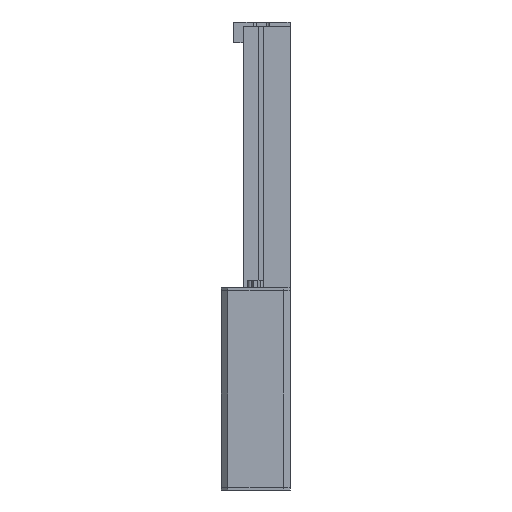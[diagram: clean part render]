
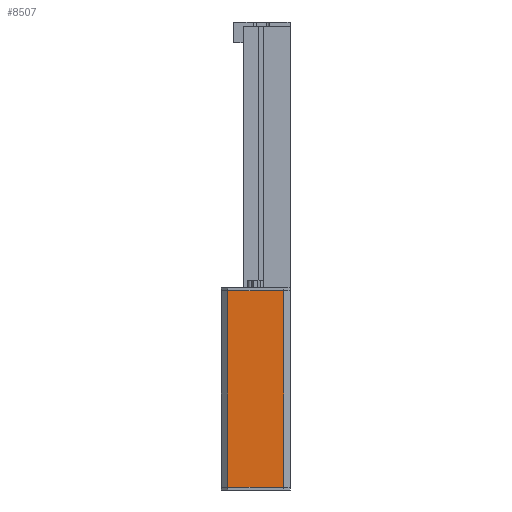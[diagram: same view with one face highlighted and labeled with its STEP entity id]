
A CAD part, left-side view. The second image highlights one B-rep face of the part: STEP entity #8507.
In plain terms, the highlighted face is planar.
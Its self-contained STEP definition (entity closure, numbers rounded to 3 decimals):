
#1349 = EDGE_CURVE ( 'NONE', #1728, #2201, #12381, .T. ) ;
#1728 = VERTEX_POINT ( 'NONE', #18195 ) ;
#2201 = VERTEX_POINT ( 'NONE', #9979 ) ;
#2615 = CARTESIAN_POINT ( 'NONE',  ( 41., 17., -91.25 ) ) ;
#2749 = AXIS2_PLACEMENT_3D ( 'NONE', #2615, #11820, #19420 ) ;
#2781 = DIRECTION ( 'NONE',  ( 0., 0., 1. ) ) ;
#4674 = CARTESIAN_POINT ( 'NONE',  ( 41., 17., -91.25 ) ) ;
#4765 = CARTESIAN_POINT ( 'NONE',  ( 41., -17., -91.25 ) ) ;
#4978 = CARTESIAN_POINT ( 'NONE',  ( 41., -17., 28.5 ) ) ;
#5475 = LINE ( 'NONE', #20291, #8993 ) ;
#8383 = DIRECTION ( 'NONE',  ( 0., 0., 1. ) ) ;
#8507 = ADVANCED_FACE ( 'NONE', ( #10073 ), #19663, .F. ) ;
#8993 = VECTOR ( 'NONE', #20652, 1000. ) ;
#9555 = ORIENTED_EDGE ( 'NONE', *, *, #19398, .F. ) ;
#9979 = CARTESIAN_POINT ( 'NONE',  ( 41., 17., 28.5 ) ) ;
#9990 = EDGE_LOOP ( 'NONE', ( #19379, #11890, #22375, #9555 ) ) ;
#10073 = FACE_OUTER_BOUND ( 'NONE', #9990, .T. ) ;
#11310 = CARTESIAN_POINT ( 'NONE',  ( 41., 17., 28.5 ) ) ;
#11570 = DIRECTION ( 'NONE',  ( 0., 1., 0. ) ) ;
#11820 = DIRECTION ( 'NONE',  ( -1., 0., 0. ) ) ;
#11890 = ORIENTED_EDGE ( 'NONE', *, *, #18291, .F. ) ;
#12381 = LINE ( 'NONE', #4674, #16182 ) ;
#14106 = VECTOR ( 'NONE', #11570, 1000. ) ;
#14347 = CARTESIAN_POINT ( 'NONE',  ( 41., -17., -91.25 ) ) ;
#15917 = VERTEX_POINT ( 'NONE', #4765 ) ;
#16182 = VECTOR ( 'NONE', #8383, 1000. ) ;
#16904 = LINE ( 'NONE', #11310, #14106 ) ;
#18195 = CARTESIAN_POINT ( 'NONE',  ( 41., 17., -91.25 ) ) ;
#18291 = EDGE_CURVE ( 'NONE', #21052, #2201, #16904, .T. ) ;
#18330 = LINE ( 'NONE', #14347, #22232 ) ;
#19379 = ORIENTED_EDGE ( 'NONE', *, *, #1349, .T. ) ;
#19398 = EDGE_CURVE ( 'NONE', #1728, #15917, #5475, .T. ) ;
#19420 = DIRECTION ( 'NONE',  ( 0., 0., 1. ) ) ;
#19663 = PLANE ( 'NONE',  #2749 ) ;
#20291 = CARTESIAN_POINT ( 'NONE',  ( 41., 17., -91.25 ) ) ;
#20652 = DIRECTION ( 'NONE',  ( 0., -1., 0. ) ) ;
#21052 = VERTEX_POINT ( 'NONE', #4978 ) ;
#22232 = VECTOR ( 'NONE', #2781, 1000. ) ;
#22375 = ORIENTED_EDGE ( 'NONE', *, *, #24218, .F. ) ;
#24218 = EDGE_CURVE ( 'NONE', #15917, #21052, #18330, .T. ) ;
